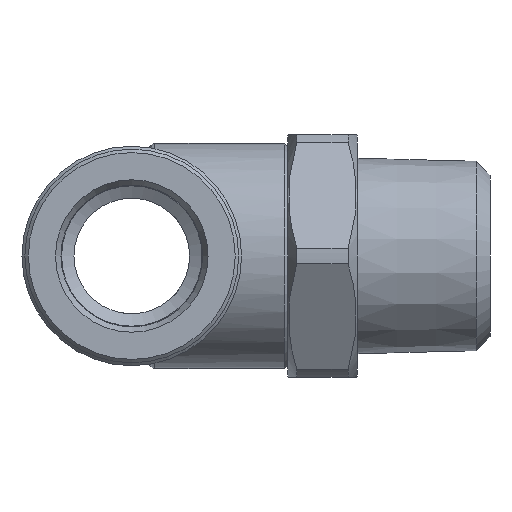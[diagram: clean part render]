
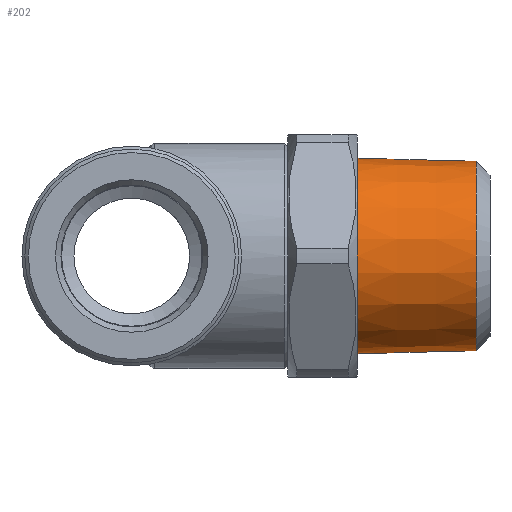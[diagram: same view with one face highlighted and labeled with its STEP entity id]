
A CAD part, left-side view. The second image highlights one B-rep face of the part: STEP entity #202.
In plain terms, the highlighted conical face has half-angle 1.47 degrees and reference radius 8.462 mm.
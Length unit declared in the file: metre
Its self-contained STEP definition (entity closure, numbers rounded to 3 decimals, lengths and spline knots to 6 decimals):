
#202 = ADVANCED_FACE( 'NONE', ( #450, #451 ), #452, .T. );
#450 = FACE_OUTER_BOUND( '', #974, .T. );
#451 = FACE_BOUND( '', #975, .T. );
#452 = CONICAL_SURFACE( '', #976, 0.008462, 0.026 );
#974 = EDGE_LOOP( '', ( #1578 ) );
#975 = EDGE_LOOP( '', ( #1579 ) );
#976 = AXIS2_PLACEMENT_3D( '', #1580, #1581, #1582 );
#1578 = ORIENTED_EDGE( '', *, *, #1813, .T. );
#1579 = ORIENTED_EDGE( '', *, *, #1880, .F. );
#1580 = CARTESIAN_POINT( '', ( 0., -0.0195, 0. ) );
#1581 = DIRECTION( '', ( 0., 1., 0. ) );
#1582 = DIRECTION( '', ( 0., 0., 1. ) );
#1813 = EDGE_CURVE( 'NONE', #2065, #2065, #2066, .T. );
#1880 = EDGE_CURVE( 'NONE', #2161, #2161, #2162, .T. );
#2065 = VERTEX_POINT( '', #2600 );
#2066 = CIRCLE( '', #2601, 0.008462 );
#2161 = VERTEX_POINT( '', #2804 );
#2162 = CIRCLE( '', #2805, 0.008198 );
#2600 = CARTESIAN_POINT( '', ( 0., -0.0195, -0.008462 ) );
#2601 = AXIS2_PLACEMENT_3D( '', #3057, #3058, #3059 );
#2804 = CARTESIAN_POINT( '', ( 0., -0.0298, -0.008198 ) );
#2805 = AXIS2_PLACEMENT_3D( '', #3139, #3140, #3141 );
#3057 = CARTESIAN_POINT( '', ( 0., -0.0195, 0. ) );
#3058 = DIRECTION( '', ( 0., -1., 0. ) );
#3059 = DIRECTION( '', ( 0., 0., -1. ) );
#3139 = CARTESIAN_POINT( '', ( 0., -0.0298, 0. ) );
#3140 = DIRECTION( '', ( 0., -1., 0. ) );
#3141 = DIRECTION( '', ( 0., 0., -1. ) );
